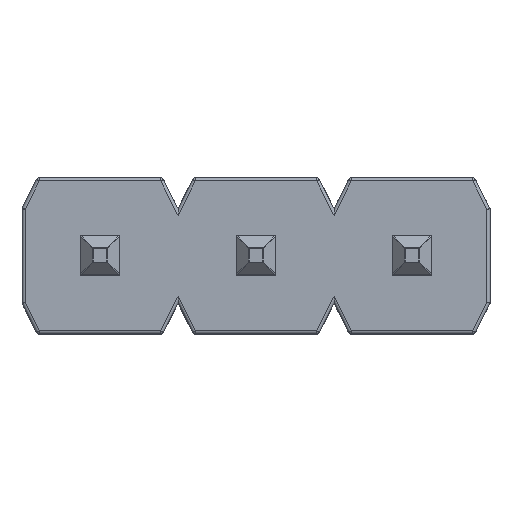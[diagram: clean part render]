
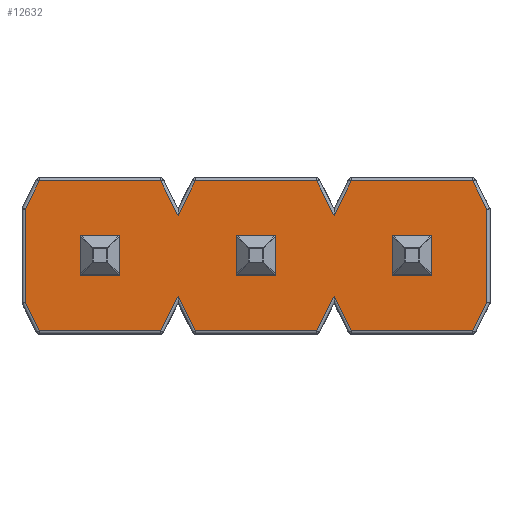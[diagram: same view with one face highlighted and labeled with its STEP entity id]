
A CAD part, top view. The second image highlights one B-rep face of the part: STEP entity #12632.
In plain terms, the highlighted face is planar.
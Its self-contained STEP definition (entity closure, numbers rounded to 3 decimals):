
#408=FACE_BOUND('',#1770,.T.);
#409=FACE_BOUND('',#1771,.T.);
#410=FACE_BOUND('',#1772,.T.);
#552=PLANE('',#13565);
#1080=FACE_OUTER_BOUND('',#1769,.T.);
#1769=EDGE_LOOP('',(#8575,#8576,#8577,#8578,#8579,#8580,#8581,#8582,#8583,
#8584,#8585,#8586,#8587,#8588,#8589,#8590,#8591,#8592,#8593,#8594));
#1770=EDGE_LOOP('',(#8595,#8596,#8597,#8598));
#1771=EDGE_LOOP('',(#8599,#8600,#8601,#8602));
#1772=EDGE_LOOP('',(#8603,#8604,#8605,#8606));
#2487=LINE('',#17332,#3907);
#2488=LINE('',#17344,#3908);
#2491=LINE('',#17362,#3911);
#2494=LINE('',#17371,#3914);
#2497=LINE('',#17391,#3917);
#2501=LINE('',#17414,#3921);
#2504=LINE('',#17423,#3924);
#2506=LINE('',#17435,#3926);
#2507=LINE('',#17447,#3927);
#2508=LINE('',#17451,#3928);
#2510=LINE('',#17456,#3930);
#2511=LINE('',#17458,#3931);
#2513=LINE('',#17462,#3933);
#2515=LINE('',#17466,#3935);
#2517=LINE('',#17470,#3937);
#2520=LINE('',#17478,#3940);
#2524=LINE('',#17488,#3944);
#2526=LINE('',#17492,#3946);
#2527=LINE('',#17494,#3947);
#2529=LINE('',#17497,#3949);
#2542=LINE('',#17525,#3962);
#2543=LINE('',#17527,#3963);
#2544=LINE('',#17529,#3964);
#2545=LINE('',#17530,#3965);
#2546=LINE('',#17533,#3966);
#2547=LINE('',#17535,#3967);
#2548=LINE('',#17537,#3968);
#2549=LINE('',#17538,#3969);
#2550=LINE('',#17541,#3970);
#2551=LINE('',#17543,#3971);
#2552=LINE('',#17545,#3972);
#2553=LINE('',#17546,#3973);
#3907=VECTOR('',#14374,10.);
#3908=VECTOR('',#14391,10.);
#3911=VECTOR('',#14414,10.);
#3914=VECTOR('',#14423,10.);
#3917=VECTOR('',#14446,10.);
#3921=VECTOR('',#14472,10.);
#3924=VECTOR('',#14481,10.);
#3926=VECTOR('',#14499,10.);
#3927=VECTOR('',#14516,10.);
#3928=VECTOR('',#14519,10.);
#3930=VECTOR('',#14527,10.);
#3931=VECTOR('',#14530,10.);
#3933=VECTOR('',#14536,10.);
#3935=VECTOR('',#14540,10.);
#3937=VECTOR('',#14546,10.);
#3940=VECTOR('',#14555,10.);
#3944=VECTOR('',#14565,10.);
#3946=VECTOR('',#14571,10.);
#3947=VECTOR('',#14574,10.);
#3949=VECTOR('',#14578,10.);
#3962=VECTOR('',#14609,1000.);
#3963=VECTOR('',#14610,1000.);
#3964=VECTOR('',#14611,1000.);
#3965=VECTOR('',#14612,1000.);
#3966=VECTOR('',#14613,1000.);
#3967=VECTOR('',#14614,1000.);
#3968=VECTOR('',#14615,1000.);
#3969=VECTOR('',#14616,1000.);
#3970=VECTOR('',#14617,1000.);
#3971=VECTOR('',#14618,1000.);
#3972=VECTOR('',#14619,1000.);
#3973=VECTOR('',#14620,1000.);
#5390=VERTEX_POINT('',#17324);
#5391=VERTEX_POINT('',#17328);
#5392=VERTEX_POINT('',#17334);
#5393=VERTEX_POINT('',#17338);
#5396=VERTEX_POINT('',#17350);
#5397=VERTEX_POINT('',#17354);
#5402=VERTEX_POINT('',#17370);
#5404=VERTEX_POINT('',#17376);
#5407=VERTEX_POINT('',#17383);
#5412=VERTEX_POINT('',#17399);
#5415=VERTEX_POINT('',#17406);
#5420=VERTEX_POINT('',#17422);
#5421=VERTEX_POINT('',#17427);
#5422=VERTEX_POINT('',#17431);
#5423=VERTEX_POINT('',#17437);
#5425=VERTEX_POINT('',#17443);
#5426=VERTEX_POINT('',#17449);
#5427=VERTEX_POINT('',#17450);
#5428=VERTEX_POINT('',#17465);
#5433=VERTEX_POINT('',#17487);
#5438=VERTEX_POINT('',#17523);
#5439=VERTEX_POINT('',#17524);
#5440=VERTEX_POINT('',#17526);
#5441=VERTEX_POINT('',#17528);
#5442=VERTEX_POINT('',#17531);
#5443=VERTEX_POINT('',#17532);
#5444=VERTEX_POINT('',#17534);
#5445=VERTEX_POINT('',#17536);
#5446=VERTEX_POINT('',#17539);
#5447=VERTEX_POINT('',#17540);
#5448=VERTEX_POINT('',#17542);
#5449=VERTEX_POINT('',#17544);
#6568=EDGE_CURVE('',#5391,#5390,#2487,.T.);
#6574=EDGE_CURVE('',#5393,#5391,#2488,.T.);
#6583=EDGE_CURVE('',#5397,#5393,#2491,.T.);
#6587=EDGE_CURVE('',#5402,#5397,#2494,.T.);
#6597=EDGE_CURVE('',#5407,#5402,#2497,.T.);
#6608=EDGE_CURVE('',#5415,#5407,#2501,.T.);
#6612=EDGE_CURVE('',#5420,#5415,#2504,.T.);
#6619=EDGE_CURVE('',#5422,#5420,#2506,.T.);
#6625=EDGE_CURVE('',#5425,#5422,#2507,.T.);
#6626=EDGE_CURVE('',#5426,#5427,#2508,.T.);
#6630=EDGE_CURVE('',#5427,#5425,#2510,.T.);
#6631=EDGE_CURVE('',#5423,#5426,#2511,.T.);
#6633=EDGE_CURVE('',#5421,#5423,#2513,.T.);
#6635=EDGE_CURVE('',#5428,#5421,#2515,.T.);
#6638=EDGE_CURVE('',#5412,#5428,#2517,.T.);
#6642=EDGE_CURVE('',#5404,#5412,#2520,.T.);
#6647=EDGE_CURVE('',#5433,#5404,#2524,.T.);
#6650=EDGE_CURVE('',#5396,#5433,#2526,.T.);
#6651=EDGE_CURVE('',#5392,#5396,#2527,.T.);
#6653=EDGE_CURVE('',#5390,#5392,#2529,.T.);
#6666=EDGE_CURVE('',#5438,#5439,#2542,.T.);
#6667=EDGE_CURVE('',#5439,#5440,#2543,.T.);
#6668=EDGE_CURVE('',#5440,#5441,#2544,.T.);
#6669=EDGE_CURVE('',#5441,#5438,#2545,.T.);
#6670=EDGE_CURVE('',#5442,#5443,#2546,.T.);
#6671=EDGE_CURVE('',#5443,#5444,#2547,.T.);
#6672=EDGE_CURVE('',#5444,#5445,#2548,.T.);
#6673=EDGE_CURVE('',#5445,#5442,#2549,.T.);
#6674=EDGE_CURVE('',#5446,#5447,#2550,.T.);
#6675=EDGE_CURVE('',#5447,#5448,#2551,.T.);
#6676=EDGE_CURVE('',#5448,#5449,#2552,.T.);
#6677=EDGE_CURVE('',#5449,#5446,#2553,.T.);
#8575=ORIENTED_EDGE('',*,*,#6626,.F.);
#8576=ORIENTED_EDGE('',*,*,#6631,.F.);
#8577=ORIENTED_EDGE('',*,*,#6633,.F.);
#8578=ORIENTED_EDGE('',*,*,#6635,.F.);
#8579=ORIENTED_EDGE('',*,*,#6638,.F.);
#8580=ORIENTED_EDGE('',*,*,#6642,.F.);
#8581=ORIENTED_EDGE('',*,*,#6647,.F.);
#8582=ORIENTED_EDGE('',*,*,#6650,.F.);
#8583=ORIENTED_EDGE('',*,*,#6651,.F.);
#8584=ORIENTED_EDGE('',*,*,#6653,.F.);
#8585=ORIENTED_EDGE('',*,*,#6568,.F.);
#8586=ORIENTED_EDGE('',*,*,#6574,.F.);
#8587=ORIENTED_EDGE('',*,*,#6583,.F.);
#8588=ORIENTED_EDGE('',*,*,#6587,.F.);
#8589=ORIENTED_EDGE('',*,*,#6597,.F.);
#8590=ORIENTED_EDGE('',*,*,#6608,.F.);
#8591=ORIENTED_EDGE('',*,*,#6612,.F.);
#8592=ORIENTED_EDGE('',*,*,#6619,.F.);
#8593=ORIENTED_EDGE('',*,*,#6625,.F.);
#8594=ORIENTED_EDGE('',*,*,#6630,.F.);
#8595=ORIENTED_EDGE('',*,*,#6666,.T.);
#8596=ORIENTED_EDGE('',*,*,#6667,.T.);
#8597=ORIENTED_EDGE('',*,*,#6668,.T.);
#8598=ORIENTED_EDGE('',*,*,#6669,.T.);
#8599=ORIENTED_EDGE('',*,*,#6670,.T.);
#8600=ORIENTED_EDGE('',*,*,#6671,.T.);
#8601=ORIENTED_EDGE('',*,*,#6672,.T.);
#8602=ORIENTED_EDGE('',*,*,#6673,.T.);
#8603=ORIENTED_EDGE('',*,*,#6674,.T.);
#8604=ORIENTED_EDGE('',*,*,#6675,.T.);
#8605=ORIENTED_EDGE('',*,*,#6676,.T.);
#8606=ORIENTED_EDGE('',*,*,#6677,.T.);
#12632=ADVANCED_FACE('',(#1080,#408,#409,#410),#552,.T.);
#13565=AXIS2_PLACEMENT_3D('',#17522,#14607,#14608);
#14374=DIRECTION('',(0.,0.,-1.));
#14391=DIRECTION('',(-0.447,0.,-0.894));
#14414=DIRECTION('',(-1.,0.,0.));
#14423=DIRECTION('',(-0.447,0.,0.894));
#14446=DIRECTION('',(-0.447,0.,-0.894));
#14472=DIRECTION('',(-1.,0.,0.));
#14481=DIRECTION('',(-0.447,0.,0.894));
#14499=DIRECTION('',(-0.447,0.,-0.894));
#14516=DIRECTION('',(-1.,0.,0.));
#14519=DIRECTION('',(0.,0.,1.));
#14527=DIRECTION('',(-0.447,0.,0.894));
#14530=DIRECTION('',(0.447,0.,0.894));
#14536=DIRECTION('',(1.,0.,0.));
#14540=DIRECTION('',(0.447,0.,-0.894));
#14546=DIRECTION('',(0.447,0.,0.894));
#14555=DIRECTION('',(1.,0.,0.));
#14565=DIRECTION('',(0.447,0.,-0.894));
#14571=DIRECTION('',(0.447,0.,0.894));
#14574=DIRECTION('',(1.,0.,0.));
#14578=DIRECTION('',(0.447,0.,-0.894));
#14607=DIRECTION('center_axis',(0.,1.,0.));
#14608=DIRECTION('ref_axis',(0.,0.,1.));
#14609=DIRECTION('',(1.,0.,0.));
#14610=DIRECTION('',(0.,0.,1.));
#14611=DIRECTION('',(-1.,0.,0.));
#14612=DIRECTION('',(0.,0.,-1.));
#14613=DIRECTION('',(1.,0.,0.));
#14614=DIRECTION('',(0.,0.,1.));
#14615=DIRECTION('',(-1.,0.,0.));
#14616=DIRECTION('',(0.,0.,-1.));
#14617=DIRECTION('',(1.,0.,0.));
#14618=DIRECTION('',(0.,0.,1.));
#14619=DIRECTION('',(-1.,0.,0.));
#14620=DIRECTION('',(0.,0.,-1.));
#17324=CARTESIAN_POINT('',(-3.76,1.47,-0.758));
#17328=CARTESIAN_POINT('',(-3.76,1.47,0.758));
#17332=CARTESIAN_POINT('',(-3.76,1.47,0.635));
#17334=CARTESIAN_POINT('',(-3.529,1.47,-1.22));
#17338=CARTESIAN_POINT('',(-3.529,1.47,1.22));
#17344=CARTESIAN_POINT('',(-2.903,1.47,2.472));
#17350=CARTESIAN_POINT('',(-1.551,1.47,-1.22));
#17354=CARTESIAN_POINT('',(-1.551,1.47,1.22));
#17362=CARTESIAN_POINT('',(3.81,1.47,1.22));
#17370=CARTESIAN_POINT('',(-1.27,1.47,0.658));
#17371=CARTESIAN_POINT('',(-1.032,1.47,0.182));
#17376=CARTESIAN_POINT('',(-0.989,1.47,-1.22));
#17383=CARTESIAN_POINT('',(-0.989,1.47,1.22));
#17391=CARTESIAN_POINT('',(-0.617,1.47,1.964));
#17399=CARTESIAN_POINT('',(0.989,1.47,-1.22));
#17406=CARTESIAN_POINT('',(0.989,1.47,1.22));
#17414=CARTESIAN_POINT('',(3.81,1.47,1.22));
#17422=CARTESIAN_POINT('',(1.27,1.47,0.658));
#17423=CARTESIAN_POINT('',(1.254,1.47,0.69));
#17427=CARTESIAN_POINT('',(1.551,1.47,-1.22));
#17431=CARTESIAN_POINT('',(1.551,1.47,1.22));
#17435=CARTESIAN_POINT('',(1.669,1.47,1.456));
#17437=CARTESIAN_POINT('',(3.529,1.47,-1.22));
#17443=CARTESIAN_POINT('',(3.529,1.47,1.22));
#17447=CARTESIAN_POINT('',(3.81,1.47,1.22));
#17449=CARTESIAN_POINT('',(3.76,1.47,-0.758));
#17450=CARTESIAN_POINT('',(3.76,1.47,0.758));
#17451=CARTESIAN_POINT('',(3.76,1.47,0.635));
#17456=CARTESIAN_POINT('',(3.54,1.47,1.198));
#17458=CARTESIAN_POINT('',(4.173,1.47,0.068));
#17462=CARTESIAN_POINT('',(3.81,1.47,-1.22));
#17465=CARTESIAN_POINT('',(1.27,1.47,-0.658));
#17466=CARTESIAN_POINT('',(1.286,1.47,-0.69));
#17470=CARTESIAN_POINT('',(1.887,1.47,0.576));
#17478=CARTESIAN_POINT('',(3.81,1.47,-1.22));
#17487=CARTESIAN_POINT('',(-1.27,1.47,-0.658));
#17488=CARTESIAN_POINT('',(-1.,1.47,-1.198));
#17492=CARTESIAN_POINT('',(-0.399,1.47,1.084));
#17494=CARTESIAN_POINT('',(3.81,1.47,-1.22));
#17497=CARTESIAN_POINT('',(-3.286,1.47,-1.706));
#17522=CARTESIAN_POINT('Origin',(3.81,1.47,1.27));
#17523=CARTESIAN_POINT('',(-0.32,1.47,-0.32));
#17524=CARTESIAN_POINT('',(0.32,1.47,-0.32));
#17525=CARTESIAN_POINT('',(-0.32,1.47,-0.32));
#17526=CARTESIAN_POINT('',(0.32,1.47,0.32));
#17527=CARTESIAN_POINT('',(0.32,1.47,-0.32));
#17528=CARTESIAN_POINT('',(-0.32,1.47,0.32));
#17529=CARTESIAN_POINT('',(0.32,1.47,0.32));
#17530=CARTESIAN_POINT('',(-0.32,1.47,0.32));
#17531=CARTESIAN_POINT('',(2.22,1.47,-0.32));
#17532=CARTESIAN_POINT('',(2.86,1.47,-0.32));
#17533=CARTESIAN_POINT('',(2.22,1.47,-0.32));
#17534=CARTESIAN_POINT('',(2.86,1.47,0.32));
#17535=CARTESIAN_POINT('',(2.86,1.47,-0.32));
#17536=CARTESIAN_POINT('',(2.22,1.47,0.32));
#17537=CARTESIAN_POINT('',(2.86,1.47,0.32));
#17538=CARTESIAN_POINT('',(2.22,1.47,0.32));
#17539=CARTESIAN_POINT('',(-2.86,1.47,-0.32));
#17540=CARTESIAN_POINT('',(-2.22,1.47,-0.32));
#17541=CARTESIAN_POINT('',(-2.86,1.47,-0.32));
#17542=CARTESIAN_POINT('',(-2.22,1.47,0.32));
#17543=CARTESIAN_POINT('',(-2.22,1.47,-0.32));
#17544=CARTESIAN_POINT('',(-2.86,1.47,0.32));
#17545=CARTESIAN_POINT('',(-2.22,1.47,0.32));
#17546=CARTESIAN_POINT('',(-2.86,1.47,0.32));
